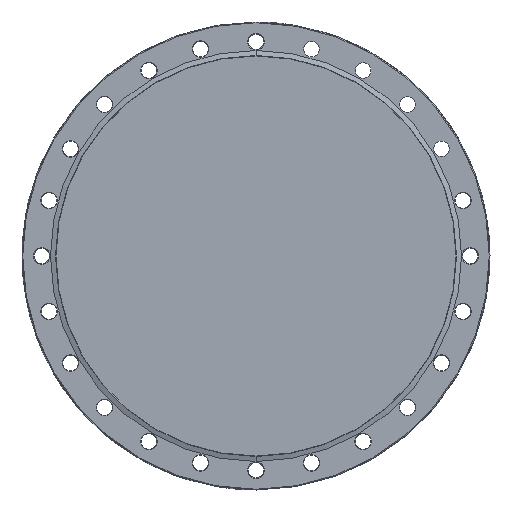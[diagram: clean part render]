
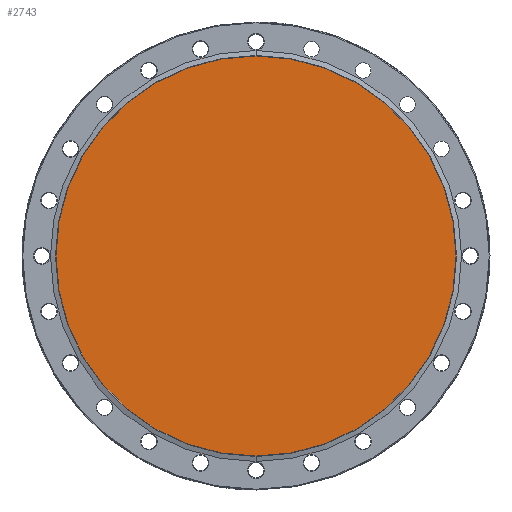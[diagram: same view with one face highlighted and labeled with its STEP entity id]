
A CAD part, front view. The second image highlights one B-rep face of the part: STEP entity #2743.
In plain terms, the highlighted planar face has unit normal (0, -1, 0).
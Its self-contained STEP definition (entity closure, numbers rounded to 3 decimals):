
#5 = DIRECTION ( 'NONE',  ( 0., 0., 1. ) ) ;
#220 = FACE_OUTER_BOUND ( 'NONE', #2096, .T. ) ;
#377 = AXIS2_PLACEMENT_3D ( 'NONE', #3555, #4265, #2173 ) ;
#618 = CIRCLE ( 'NONE', #1627, 108.232 ) ;
#817 = CARTESIAN_POINT ( 'NONE',  ( 0., 1.2, 108.232 ) ) ;
#863 = CARTESIAN_POINT ( 'NONE',  ( 0., 1.2, 0. ) ) ;
#1259 = DIRECTION ( 'NONE',  ( 0., 0., -1. ) ) ;
#1507 = CARTESIAN_POINT ( 'NONE',  ( 0., 1.2, -108.232 ) ) ;
#1608 = VERTEX_POINT ( 'NONE', #817 ) ;
#1609 = VERTEX_POINT ( 'NONE', #1507 ) ;
#1627 = AXIS2_PLACEMENT_3D ( 'NONE', #863, #3453, #1259 ) ;
#1695 = EDGE_CURVE ( 'NONE', #1608, #1609, #2009, .T. ) ;
#1944 = PLANE ( 'NONE',  #4091 ) ;
#2009 = CIRCLE ( 'NONE', #377, 108.232 ) ;
#2096 = EDGE_LOOP ( 'NONE', ( #3441, #2167 ) ) ;
#2167 = ORIENTED_EDGE ( 'NONE', *, *, #1695, .T. ) ;
#2173 = DIRECTION ( 'NONE',  ( 0., 0., -1. ) ) ;
#2217 = EDGE_CURVE ( 'NONE', #1609, #1608, #618, .T. ) ;
#2317 = DIRECTION ( 'NONE',  ( 0., 1., 0. ) ) ;
#2743 = ADVANCED_FACE ( 'NONE', ( #220 ), #1944, .F. ) ;
#3441 = ORIENTED_EDGE ( 'NONE', *, *, #2217, .T. ) ;
#3453 = DIRECTION ( 'NONE',  ( 0., -1., 0. ) ) ;
#3555 = CARTESIAN_POINT ( 'NONE',  ( 0., 1.2, 0. ) ) ;
#3721 = CARTESIAN_POINT ( 'NONE',  ( -108.232, 1.2, 0. ) ) ;
#4091 = AXIS2_PLACEMENT_3D ( 'NONE', #3721, #2317, #5 ) ;
#4265 = DIRECTION ( 'NONE',  ( 0., -1., 0. ) ) ;
